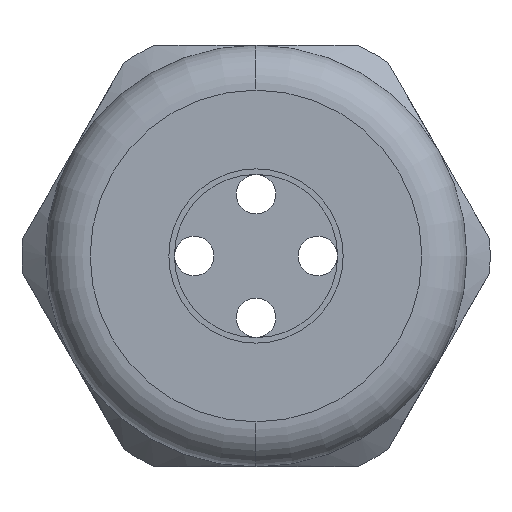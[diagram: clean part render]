
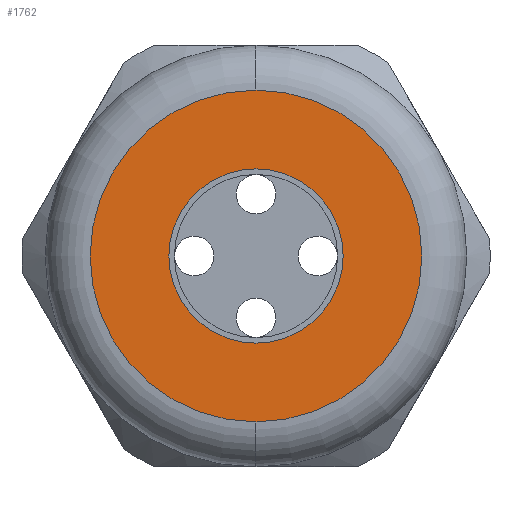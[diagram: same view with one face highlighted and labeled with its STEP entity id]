
A CAD part, left-side view. The second image highlights one B-rep face of the part: STEP entity #1762.
In plain terms, the highlighted planar face has unit normal (-1, 0, 0).
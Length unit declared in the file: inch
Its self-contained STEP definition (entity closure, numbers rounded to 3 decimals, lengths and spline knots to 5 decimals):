
#871 = VERTEX_POINT ( 'NONE', #3082 ) ;
#873 = EDGE_CURVE ( 'NONE', #874, #871, #3081, .T. ) ;
#874 = VERTEX_POINT ( 'NONE', #3076 ) ;
#929 = EDGE_CURVE ( 'NONE', #930, #931, #3168, .T. ) ;
#930 = VERTEX_POINT ( 'NONE', #3227 ) ;
#931 = VERTEX_POINT ( 'NONE', #3226 ) ;
#1740 = ORIENTED_EDGE ( 'NONE', *, *, #873, .T. ) ;
#1741 = ORIENTED_EDGE ( 'NONE', *, *, #1742, .T. ) ;
#1742 = EDGE_CURVE ( 'NONE', #871, #874, #4783, .T. ) ;
#1743 = EDGE_LOOP ( 'NONE', ( #1744, #1746 ) ) ;
#1744 = ORIENTED_EDGE ( 'NONE', *, *, #1745, .T. ) ;
#1745 = EDGE_CURVE ( 'NONE', #931, #930, #4778, .T. ) ;
#1746 = ORIENTED_EDGE ( 'NONE', *, *, #929, .T. ) ;
#1762 = ADVANCED_FACE ( 'NONE', ( #4811, #4810 ), #4809, .T. ) ;
#1763 = EDGE_LOOP ( 'NONE', ( #1740, #1741 ) ) ;
#3076 = CARTESIAN_POINT ( 'NONE',  ( -1.18, 0., 0.295 ) ) ;
#3077 = DIRECTION ( 'NONE',  ( 0., 0., 1. ) ) ;
#3078 = DIRECTION ( 'NONE',  ( -1., 0., 0. ) ) ;
#3079 = CARTESIAN_POINT ( 'NONE',  ( -1.18, 0., 0. ) ) ;
#3080 = AXIS2_PLACEMENT_3D ( 'NONE', #3079, #3078, #3077 ) ;
#3081 = CIRCLE ( 'NONE', #3080, 0.295 ) ;
#3082 = CARTESIAN_POINT ( 'NONE',  ( -1.18, 0., -0.295 ) ) ;
#3165 = DIRECTION ( 'NONE',  ( 0., 0., -1. ) ) ;
#3166 = DIRECTION ( 'NONE',  ( 1., 0., 0. ) ) ;
#3167 = AXIS2_PLACEMENT_3D ( 'NONE', #3174, #3166, #3165 ) ;
#3168 = CIRCLE ( 'NONE', #3167, 0.155 ) ;
#3174 = CARTESIAN_POINT ( 'NONE',  ( -1.18, 0., 0. ) ) ;
#3226 = CARTESIAN_POINT ( 'NONE',  ( -1.18, 0., -0.155 ) ) ;
#3227 = CARTESIAN_POINT ( 'NONE',  ( -1.18, 0., 0.155 ) ) ;
#4774 = DIRECTION ( 'NONE',  ( 0., 0., -1. ) ) ;
#4775 = DIRECTION ( 'NONE',  ( 1., 0., 0. ) ) ;
#4776 = CARTESIAN_POINT ( 'NONE',  ( -1.18, 0., 0. ) ) ;
#4777 = AXIS2_PLACEMENT_3D ( 'NONE', #4776, #4775, #4774 ) ;
#4778 = CIRCLE ( 'NONE', #4777, 0.155 ) ;
#4779 = DIRECTION ( 'NONE',  ( 0., 0., 1. ) ) ;
#4780 = DIRECTION ( 'NONE',  ( -1., 0., 0. ) ) ;
#4781 = CARTESIAN_POINT ( 'NONE',  ( -1.18, 0., 0. ) ) ;
#4782 = AXIS2_PLACEMENT_3D ( 'NONE', #4781, #4780, #4779 ) ;
#4783 = CIRCLE ( 'NONE', #4782, 0.295 ) ;
#4805 = DIRECTION ( 'NONE',  ( 0., 0., 1. ) ) ;
#4806 = DIRECTION ( 'NONE',  ( -1., 0., 0. ) ) ;
#4807 = CARTESIAN_POINT ( 'NONE',  ( -1.18, 0.375, 0. ) ) ;
#4808 = AXIS2_PLACEMENT_3D ( 'NONE', #4807, #4806, #4805 ) ;
#4809 = PLANE ( 'NONE',  #4808 ) ;
#4810 = FACE_BOUND ( 'NONE', #1743, .T. ) ;
#4811 = FACE_OUTER_BOUND ( 'NONE', #1763, .T. ) ;
